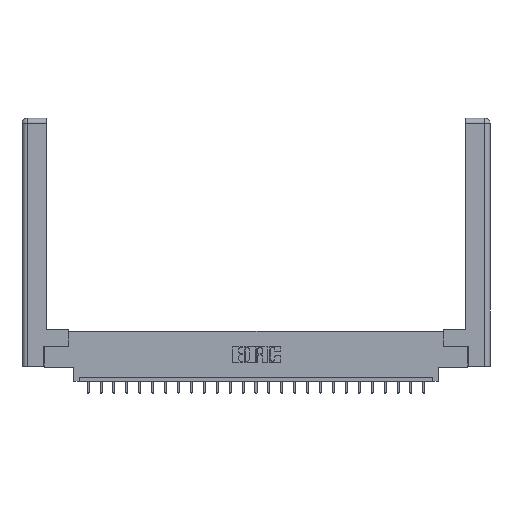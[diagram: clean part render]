
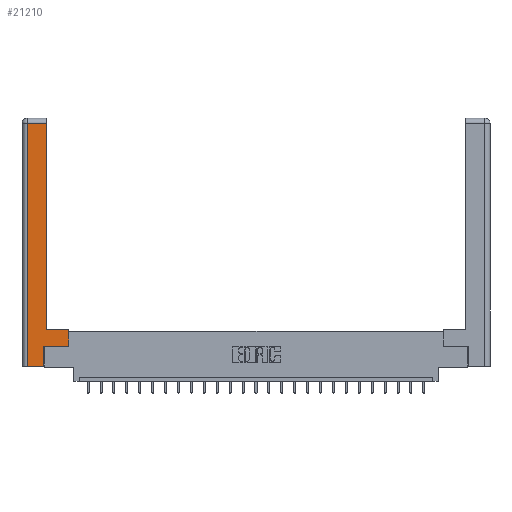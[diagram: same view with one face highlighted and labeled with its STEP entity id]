
A CAD part, top view. The second image highlights one B-rep face of the part: STEP entity #21210.
In plain terms, the highlighted planar face has unit normal (0, 0, 1).
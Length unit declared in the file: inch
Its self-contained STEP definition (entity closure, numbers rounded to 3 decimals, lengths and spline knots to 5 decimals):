
#65 = VECTOR ( 'NONE', #4198, 39.37008 ) ;
#127 = VERTEX_POINT ( 'NONE', #2260 ) ;
#487 = CARTESIAN_POINT ( 'NONE',  ( 0.565, 0.245, 0. ) ) ;
#612 = VERTEX_POINT ( 'NONE', #18155 ) ;
#1893 = ORIENTED_EDGE ( 'NONE', *, *, #5124, .T. ) ;
#2260 = CARTESIAN_POINT ( 'NONE',  ( 0.565, 0.45, 0. ) ) ;
#2553 = LINE ( 'NONE', #10185, #7039 ) ;
#2758 = LINE ( 'NONE', #3431, #6379 ) ;
#3382 = EDGE_CURVE ( 'NONE', #15174, #612, #18128, .T. ) ;
#3431 = CARTESIAN_POINT ( 'NONE',  ( 0.265, 0.245, 0. ) ) ;
#3725 = VECTOR ( 'NONE', #8113, 39.37008 ) ;
#3925 = CARTESIAN_POINT ( 'NONE',  ( 0.0615, 0., 0. ) ) ;
#4198 = DIRECTION ( 'NONE',  ( 0., -1., 0. ) ) ;
#4288 = CARTESIAN_POINT ( 'NONE',  ( 0.295, 0.45, 0. ) ) ;
#4411 = CARTESIAN_POINT ( 'NONE',  ( 0.265, 0., 0. ) ) ;
#5124 = EDGE_CURVE ( 'NONE', #24662, #11907, #15939, .T. ) ;
#5137 = DIRECTION ( 'NONE',  ( -1., 0., 0. ) ) ;
#6033 = FACE_OUTER_BOUND ( 'NONE', #11048, .T. ) ;
#6174 = VECTOR ( 'NONE', #5137, 39.37008 ) ;
#6379 = VECTOR ( 'NONE', #12969, 39.37008 ) ;
#6389 = ORIENTED_EDGE ( 'NONE', *, *, #8769, .T. ) ;
#6817 = CARTESIAN_POINT ( 'NONE',  ( 0.565, 0.45, 0. ) ) ;
#6946 = CARTESIAN_POINT ( 'NONE',  ( 0., 0., 0. ) ) ;
#7039 = VECTOR ( 'NONE', #15974, 39.37008 ) ;
#7498 = EDGE_CURVE ( 'NONE', #16562, #24662, #24515, .T. ) ;
#8113 = DIRECTION ( 'NONE',  ( 1., 0., 0. ) ) ;
#8700 = EDGE_CURVE ( 'NONE', #127, #20790, #15766, .T. ) ;
#8769 = EDGE_CURVE ( 'NONE', #612, #127, #14558, .T. ) ;
#9492 = CARTESIAN_POINT ( 'NONE',  ( 0.0615, 0., 0. ) ) ;
#10054 = VECTOR ( 'NONE', #22224, 39.37008 ) ;
#10069 = ORIENTED_EDGE ( 'NONE', *, *, #12891, .T. ) ;
#10185 = CARTESIAN_POINT ( 'NONE',  ( 0.295, 3., 0. ) ) ;
#11048 = EDGE_LOOP ( 'NONE', ( #13277, #11934, #1893, #11379, #10069, #14302, #6389, #13387 ) ) ;
#11379 = ORIENTED_EDGE ( 'NONE', *, *, #23423, .T. ) ;
#11443 = CARTESIAN_POINT ( 'NONE',  ( 0.0615, 2.94, 0. ) ) ;
#11907 = VERTEX_POINT ( 'NONE', #3925 ) ;
#11934 = ORIENTED_EDGE ( 'NONE', *, *, #7498, .T. ) ;
#12891 = EDGE_CURVE ( 'NONE', #15114, #15174, #2758, .T. ) ;
#12969 = DIRECTION ( 'NONE',  ( 0., 1., 0. ) ) ;
#13277 = ORIENTED_EDGE ( 'NONE', *, *, #23312, .T. ) ;
#13387 = ORIENTED_EDGE ( 'NONE', *, *, #8700, .T. ) ;
#14302 = ORIENTED_EDGE ( 'NONE', *, *, #3382, .T. ) ;
#14558 = LINE ( 'NONE', #6817, #10054 ) ;
#14657 = DIRECTION ( 'NONE',  ( -1., 0., 0. ) ) ;
#15114 = VERTEX_POINT ( 'NONE', #18898 ) ;
#15173 = CARTESIAN_POINT ( 'NONE',  ( 0.0615, 2.94, 0. ) ) ;
#15174 = VERTEX_POINT ( 'NONE', #23022 ) ;
#15766 = LINE ( 'NONE', #16613, #6174 ) ;
#15939 = LINE ( 'NONE', #9492, #65 ) ;
#15974 = DIRECTION ( 'NONE',  ( 0., 1., 0. ) ) ;
#16500 = PLANE ( 'NONE',  #21299 ) ;
#16562 = VERTEX_POINT ( 'NONE', #20993 ) ;
#16613 = CARTESIAN_POINT ( 'NONE',  ( 0.295, 0.45, 0. ) ) ;
#18128 = LINE ( 'NONE', #487, #3725 ) ;
#18155 = CARTESIAN_POINT ( 'NONE',  ( 0.565, 0.245, 0. ) ) ;
#18898 = CARTESIAN_POINT ( 'NONE',  ( 0.265, 0., 0. ) ) ;
#19017 = VECTOR ( 'NONE', #21919, 39.37008 ) ;
#19712 = VECTOR ( 'NONE', #20925, 39.37008 ) ;
#20790 = VERTEX_POINT ( 'NONE', #4288 ) ;
#20925 = DIRECTION ( 'NONE',  ( -1., 0., 0. ) ) ;
#20993 = CARTESIAN_POINT ( 'NONE',  ( 0.295, 2.94, 0. ) ) ;
#21210 = ADVANCED_FACE ( 'NONE', ( #6033 ), #16500, .F. ) ;
#21299 = AXIS2_PLACEMENT_3D ( 'NONE', #6946, #22270, #14657 ) ;
#21919 = DIRECTION ( 'NONE',  ( 1., 0., 0. ) ) ;
#22224 = DIRECTION ( 'NONE',  ( 0., 1., 0. ) ) ;
#22270 = DIRECTION ( 'NONE',  ( 0., 0., -1. ) ) ;
#23022 = CARTESIAN_POINT ( 'NONE',  ( 0.265, 0.245, 0. ) ) ;
#23312 = EDGE_CURVE ( 'NONE', #20790, #16562, #2553, .T. ) ;
#23423 = EDGE_CURVE ( 'NONE', #11907, #15114, #24085, .T. ) ;
#24085 = LINE ( 'NONE', #4411, #19017 ) ;
#24515 = LINE ( 'NONE', #15173, #19712 ) ;
#24662 = VERTEX_POINT ( 'NONE', #11443 ) ;
